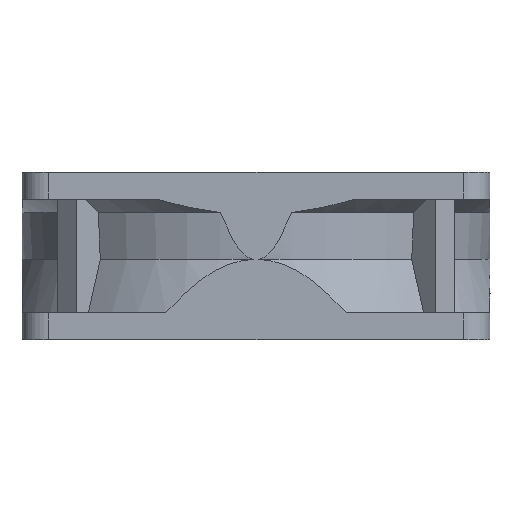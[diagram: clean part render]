
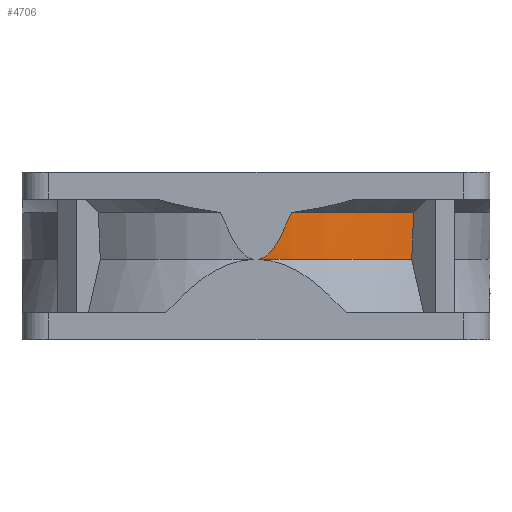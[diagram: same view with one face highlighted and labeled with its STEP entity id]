
A CAD part, left-side view. The second image highlights one B-rep face of the part: STEP entity #4706.
In plain terms, the highlighted conical face has half-angle 3.27 degrees and reference radius 35.202 mm.
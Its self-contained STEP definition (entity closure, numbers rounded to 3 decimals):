
#57 = CARTESIAN_POINT ( 'NONE',  ( -35., -2.811, 13.917 ) ) ;
#267 = DIRECTION ( 'NONE',  ( 0.04, 0.04, -0.998 ) ) ;
#415 = EDGE_CURVE ( 'NONE', #4840, #1813, #777, .T. ) ;
#508 = CARTESIAN_POINT ( 'NONE',  ( -35., -0.508, 12.02 ) ) ;
#775 = CARTESIAN_POINT ( 'NONE',  ( -35., -2.056, 13.003 ) ) ;
#777 = B_SPLINE_CURVE_WITH_KNOTS ( 'NONE', 3,
 ( #2527, #1781, #1374, #3347, #4909, #2120, #4510, #57, #846, #775, #3510, #1954, #4678, #4767, #508, #792 ),
 .UNSPECIFIED., .F., .F.,
 ( 4, 1, 1, 1, 1, 1, 1, 1, 1, 1, 1, 1, 1, 4 ),
 ( 0., 0.077, 0.154, 0.231, 0.308, 0.385, 0.462, 0.538, 0.615, 0.692, 0.769, 0.846, 0.923, 1. ),
 .UNSPECIFIED. ) ;
#792 = CARTESIAN_POINT ( 'NONE',  ( -35., -0.412, 12. ) ) ;
#846 = CARTESIAN_POINT ( 'NONE',  ( -35., -2.428, 13.418 ) ) ;
#915 = CARTESIAN_POINT ( 'NONE',  ( -26.408, -23.579, 19. ) ) ;
#966 = EDGE_LOOP ( 'NONE', ( #3880, #3642, #3206, #3707 ) ) ;
#1090 = DIRECTION ( 'NONE',  ( -0.746, -0.666, 0. ) ) ;
#1374 = CARTESIAN_POINT ( 'NONE',  ( -35., -4.875, 17.854 ) ) ;
#1593 = AXIS2_PLACEMENT_3D ( 'NONE', #4088, #2533, #2930 ) ;
#1781 = CARTESIAN_POINT ( 'NONE',  ( -35., -5.172, 18.604 ) ) ;
#1813 = VERTEX_POINT ( 'NONE', #2483 ) ;
#1841 = CARTESIAN_POINT ( 'NONE',  ( -26.266, -23.437, 15.497 ) ) ;
#1954 = CARTESIAN_POINT ( 'NONE',  ( -35., -1.351, 12.404 ) ) ;
#1976 = VERTEX_POINT ( 'NONE', #915 ) ;
#2120 = CARTESIAN_POINT ( 'NONE',  ( -35., -3.606, 15.186 ) ) ;
#2214 = CONICAL_SURFACE ( 'NONE', #1593, 35.202, 0.057 ) ;
#2342 = CARTESIAN_POINT ( 'NONE',  ( -26.124, -23.296, 12. ) ) ;
#2483 = CARTESIAN_POINT ( 'NONE',  ( -35., -0.412, 12. ) ) ;
#2527 = CARTESIAN_POINT ( 'NONE',  ( -35., -5.323, 19. ) ) ;
#2533 = DIRECTION ( 'NONE',  ( 0., 0., 1. ) ) ;
#2585 = CIRCLE ( 'NONE', #3081, 35.402 ) ;
#2800 = EDGE_CURVE ( 'NONE', #1976, #4840, #2585, .T. ) ;
#2930 = DIRECTION ( 'NONE',  ( 0.707, 0.707, 0. ) ) ;
#2964 = AXIS2_PLACEMENT_3D ( 'NONE', #3520, #3484, #4297 ) ;
#3081 = AXIS2_PLACEMENT_3D ( 'NONE', #3091, #4665, #1090 ) ;
#3091 = CARTESIAN_POINT ( 'NONE',  ( 0., 0., 19. ) ) ;
#3206 = ORIENTED_EDGE ( 'NONE', *, *, #3878, .F. ) ;
#3347 = CARTESIAN_POINT ( 'NONE',  ( -35., -4.441, 16.853 ) ) ;
#3484 = DIRECTION ( 'NONE',  ( 0., 0., -1. ) ) ;
#3510 = CARTESIAN_POINT ( 'NONE',  ( -35., -1.696, 12.666 ) ) ;
#3520 = CARTESIAN_POINT ( 'NONE',  ( 0., 0., 12. ) ) ;
#3545 = CIRCLE ( 'NONE', #2964, 35.002 ) ;
#3642 = ORIENTED_EDGE ( 'NONE', *, *, #415, .T. ) ;
#3707 = ORIENTED_EDGE ( 'NONE', *, *, #3765, .F. ) ;
#3765 = EDGE_CURVE ( 'NONE', #1976, #4480, #3974, .T. ) ;
#3878 = EDGE_CURVE ( 'NONE', #4480, #1813, #3545, .T. ) ;
#3880 = ORIENTED_EDGE ( 'NONE', *, *, #2800, .T. ) ;
#3907 = FACE_OUTER_BOUND ( 'NONE', #966, .T. ) ;
#3974 = LINE ( 'NONE', #1841, #4763 ) ;
#4088 = CARTESIAN_POINT ( 'NONE',  ( 0., 0., 15.5 ) ) ;
#4297 = DIRECTION ( 'NONE',  ( -0.746, -0.666, 0. ) ) ;
#4480 = VERTEX_POINT ( 'NONE', #2342 ) ;
#4510 = CARTESIAN_POINT ( 'NONE',  ( -35., -3.203, 14.504 ) ) ;
#4578 = CARTESIAN_POINT ( 'NONE',  ( -35., -5.323, 19. ) ) ;
#4665 = DIRECTION ( 'NONE',  ( 0., 0., -1. ) ) ;
#4678 = CARTESIAN_POINT ( 'NONE',  ( -35., -1.02, 12.209 ) ) ;
#4706 = ADVANCED_FACE ( 'NONE', ( #3907 ), #2214, .T. ) ;
#4763 = VECTOR ( 'NONE', #267, 1000. ) ;
#4767 = CARTESIAN_POINT ( 'NONE',  ( -35., -0.706, 12.074 ) ) ;
#4840 = VERTEX_POINT ( 'NONE', #4578 ) ;
#4909 = CARTESIAN_POINT ( 'NONE',  ( -35., -4.018, 15.966 ) ) ;
